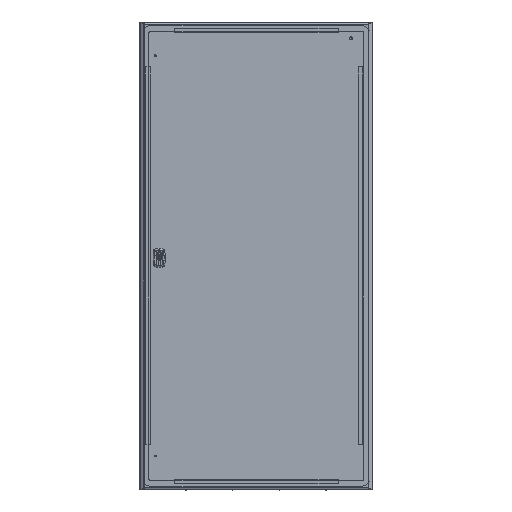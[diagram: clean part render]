
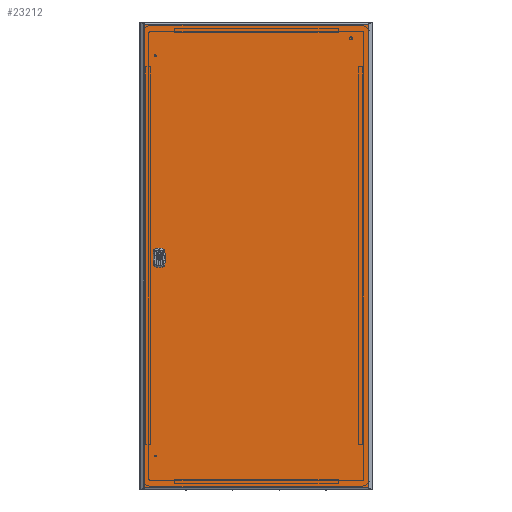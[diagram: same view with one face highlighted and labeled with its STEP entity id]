
A CAD part, top view. The second image highlights one B-rep face of the part: STEP entity #23212.
In plain terms, the highlighted face is planar.
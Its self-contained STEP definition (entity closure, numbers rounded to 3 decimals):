
#20944=DIRECTION('',(0.,0.,1.));
#20945=VECTOR('',#20944,1190.6);
#20946=CARTESIAN_POINT('',(-287.491,0.,-595.3));
#20947=LINE('',#20946,#20945);
#20978=DIRECTION('',(1.,0.,0.));
#20979=VECTOR('',#20978,574.982);
#20980=CARTESIAN_POINT('',(-287.491,0.,595.3));
#20981=LINE('',#20980,#20979);
#21453=DIRECTION('',(0.,0.,-1.));
#21454=VECTOR('',#21453,1190.6);
#21455=CARTESIAN_POINT('',(287.491,0.,595.3));
#21456=LINE('',#21455,#21454);
#21816=DIRECTION('',(-1.,0.,0.));
#21817=VECTOR('',#21816,574.982);
#21818=CARTESIAN_POINT('',(287.491,0.,-595.3));
#21819=LINE('',#21818,#21817);
#22759=CARTESIAN_POINT('',(-258.5,0.005,-5.679));
#22760=CARTESIAN_POINT('',(-257.896,0.005,-6.72));
#22761=CARTESIAN_POINT('',(-256.471,0.012,
-8.533));
#22762=CARTESIAN_POINT('',(-253.563,0.009,
-10.52));
#22763=CARTESIAN_POINT('',(-250.239,0.01,
-11.542));
#22764=CARTESIAN_POINT('',(-246.761,0.01,
-11.542));
#22765=CARTESIAN_POINT('',(-243.437,0.009,
-10.52));
#22766=CARTESIAN_POINT('',(-240.529,0.012,
-8.533));
#22767=CARTESIAN_POINT('',(-239.104,0.005,-6.72));
#22768=CARTESIAN_POINT('',(-238.5,0.005,-5.679));
#22773=DIRECTION('',(0.,0.,-1.));
#22774=VECTOR('',#22773,11.358);
#22775=CARTESIAN_POINT('',(-258.5,0.005,5.679));
#22776=LINE('',#22775,#22774);
#22780=CARTESIAN_POINT('',(-238.5,0.005,5.679));
#22781=CARTESIAN_POINT('',(-239.104,0.005,6.72));
#22782=CARTESIAN_POINT('',(-240.529,0.012,
8.533));
#22783=CARTESIAN_POINT('',(-243.437,0.009,
10.52));
#22784=CARTESIAN_POINT('',(-246.761,0.01,
11.542));
#22785=CARTESIAN_POINT('',(-250.239,0.01,
11.542));
#22786=CARTESIAN_POINT('',(-253.563,0.009,
10.52));
#22787=CARTESIAN_POINT('',(-256.471,0.012,
8.533));
#22788=CARTESIAN_POINT('',(-257.896,0.005,6.72));
#22789=CARTESIAN_POINT('',(-258.5,0.005,5.679));
#22794=DIRECTION('',(0.,0.,1.));
#22795=VECTOR('',#22794,11.358);
#22796=CARTESIAN_POINT('',(-238.5,0.005,-5.679));
#22797=LINE('',#22796,#22795);
#22801=CARTESIAN_POINT('',(-287.491,0.,-595.3));
#22802=CARTESIAN_POINT('',(-287.491,0.,595.3));
#22803=VERTEX_POINT('',#22801);
#22804=VERTEX_POINT('',#22802);
#22805=CARTESIAN_POINT('',(287.491,0.,-595.3));
#22806=VERTEX_POINT('',#22805);
#22807=CARTESIAN_POINT('',(287.491,0.,595.3));
#22808=VERTEX_POINT('',#22807);
#23035=CARTESIAN_POINT('',(-238.5,0.005,-5.679));
#23036=CARTESIAN_POINT('',(-238.5,0.005,5.679));
#23037=VERTEX_POINT('',#23035);
#23038=VERTEX_POINT('',#23036);
#23039=VERTEX_POINT('',#22789);
#23040=CARTESIAN_POINT('',(-258.5,0.005,-5.679));
#23041=VERTEX_POINT('',#23040);
#23188=CARTESIAN_POINT('',(-248.5,0.,0.));
#23189=DIRECTION('',(0.,1.,0.));
#23190=DIRECTION('',(0.,0.,1.));
#23191=AXIS2_PLACEMENT_3D('',#23188,#23189,#23190);
#23192=PLANE('',#23191);
#23193=ORIENTED_EDGE('',*,*,#23171,.T.);
#23195=ORIENTED_EDGE('',*,*,#23194,.T.);
#23197=ORIENTED_EDGE('',*,*,#23196,.T.);
#23199=ORIENTED_EDGE('',*,*,#23198,.T.);
#23200=EDGE_LOOP('',(#23193,#23195,#23197,#23199));
#23201=FACE_OUTER_BOUND('',#23200,.F.);
#23203=ORIENTED_EDGE('',*,*,#23202,.T.);
#23205=ORIENTED_EDGE('',*,*,#23204,.T.);
#23207=ORIENTED_EDGE('',*,*,#23206,.T.);
#23209=ORIENTED_EDGE('',*,*,#23208,.T.);
#23210=EDGE_LOOP('',(#23203,#23205,#23207,#23209));
#23211=FACE_BOUND('',#23210,.F.);
#22769=B_SPLINE_CURVE_WITH_KNOTS('',3,(#22759,#22760,#22761,#22762,#22763,
#22764,#22765,#22766,#22767,#22768),.UNSPECIFIED.,.F.,.F.,(4,1,1,1,1,1,1,4),(
0.,0.143,0.286,0.429,0.571,
0.714,0.857,1.),.UNSPECIFIED.);
#22790=B_SPLINE_CURVE_WITH_KNOTS('',3,(#22780,#22781,#22782,#22783,#22784,
#22785,#22786,#22787,#22788,#22789),.UNSPECIFIED.,.F.,.F.,(4,1,1,1,1,1,1,4),(
0.,0.143,0.286,0.429,0.571,
0.714,0.857,1.),.UNSPECIFIED.);
#23171=EDGE_CURVE('',#22803,#22804,#20947,.T.);
#23194=EDGE_CURVE('',#22804,#22808,#20981,.T.);
#23196=EDGE_CURVE('',#22808,#22806,#21456,.T.);
#23198=EDGE_CURVE('',#22806,#22803,#21819,.T.);
#23202=EDGE_CURVE('',#23037,#23038,#22797,.T.);
#23204=EDGE_CURVE('',#23038,#23039,#22790,.T.);
#23206=EDGE_CURVE('',#23039,#23041,#22776,.T.);
#23208=EDGE_CURVE('',#23041,#23037,#22769,.T.);
#23212=ADVANCED_FACE('',(#23201,#23211),#23192,.F.);
